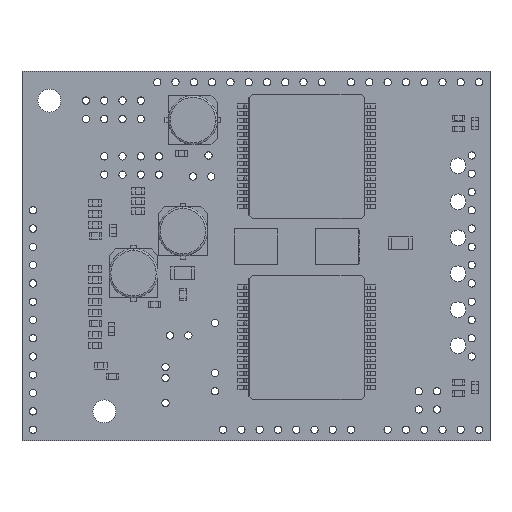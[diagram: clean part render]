
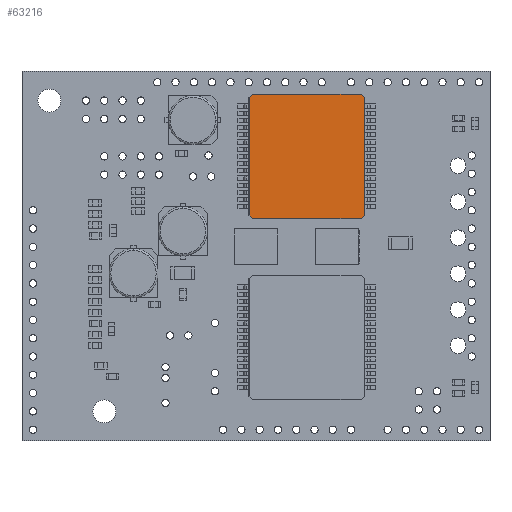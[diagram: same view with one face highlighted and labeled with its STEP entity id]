
A CAD part, top view. The second image highlights one B-rep face of the part: STEP entity #63216.
In plain terms, the highlighted planar face has unit normal (0, 0, 1).
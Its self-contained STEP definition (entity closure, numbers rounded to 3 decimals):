
#950 = VECTOR ( 'NONE', #26667, 1000. ) ;
#2828 = CARTESIAN_POINT ( 'NONE',  ( 30.48, 48.088, 3.825 ) ) ;
#3235 = CARTESIAN_POINT ( 'NONE',  ( 46.599, 30.363, 3.825 ) ) ;
#4407 = VECTOR ( 'NONE', #74133, 1000. ) ;
#4850 = CARTESIAN_POINT ( 'NONE',  ( 32.048, 30.876, 3.825 ) ) ;
#5338 = VERTEX_POINT ( 'NONE', #61136 ) ;
#7852 = DIRECTION ( 'NONE',  ( -0.707, 0.707, 0. ) ) ;
#8479 = DIRECTION ( 'NONE',  ( 0., 1., 0. ) ) ;
#10190 = EDGE_CURVE ( 'NONE', #5338, #30913, #70932, .T. ) ;
#10883 = VECTOR ( 'NONE', #70468, 1000. ) ;
#12625 = LINE ( 'NONE', #15344, #94544 ) ;
#14607 = PLANE ( 'NONE',  #65281 ) ;
#15344 = CARTESIAN_POINT ( 'NONE',  ( 39.599, 55.601, 3.825 ) ) ;
#17379 = ORIENTED_EDGE ( 'NONE', *, *, #80912, .T. ) ;
#18143 = DIRECTION ( 'NONE',  ( -1., 0., 0. ) ) ;
#18524 = EDGE_CURVE ( 'NONE', #78836, #78607, #56384, .T. ) ;
#20058 = EDGE_CURVE ( 'NONE', #78607, #94503, #24884, .T. ) ;
#21810 = CARTESIAN_POINT ( 'NONE',  ( 47.586, 31.35, 3.825 ) ) ;
#23079 = DIRECTION ( 'NONE',  ( -1., 0., 0. ) ) ;
#24884 = LINE ( 'NONE', #3235, #10883 ) ;
#25000 = CARTESIAN_POINT ( 'NONE',  ( 31.574, 47.614, 3.825 ) ) ;
#26667 = DIRECTION ( 'NONE',  ( 0., -1., 0. ) ) ;
#30913 = VERTEX_POINT ( 'NONE', #83582 ) ;
#30975 = CARTESIAN_POINT ( 'NONE',  ( 47.586, 46.482, 3.825 ) ) ;
#31443 = ORIENTED_EDGE ( 'NONE', *, *, #61175, .T. ) ;
#34572 = ORIENTED_EDGE ( 'NONE', *, *, #20058, .T. ) ;
#34636 = VERTEX_POINT ( 'NONE', #47168 ) ;
#37088 = LINE ( 'NONE', #30975, #89847 ) ;
#38751 = EDGE_CURVE ( 'NONE', #30913, #41922, #41338, .T. ) ;
#41098 = VECTOR ( 'NONE', #73272, 1000. ) ;
#41338 = LINE ( 'NONE', #69364, #77633 ) ;
#41922 = VERTEX_POINT ( 'NONE', #25000 ) ;
#43145 = CARTESIAN_POINT ( 'NONE',  ( 30.48, 30.876, 3.825 ) ) ;
#43547 = CARTESIAN_POINT ( 'NONE',  ( 47.586, 47.614, 3.825 ) ) ;
#45126 = DIRECTION ( 'NONE',  ( 0., 0., -1. ) ) ;
#47168 = CARTESIAN_POINT ( 'NONE',  ( 31.574, 31.35, 3.825 ) ) ;
#47620 = LINE ( 'NONE', #47821, #950 ) ;
#47821 = CARTESIAN_POINT ( 'NONE',  ( 31.574, 46.482, 3.825 ) ) ;
#49057 = ORIENTED_EDGE ( 'NONE', *, *, #18524, .T. ) ;
#52290 = CARTESIAN_POINT ( 'NONE',  ( 47.112, 30.876, 3.825 ) ) ;
#53189 = ORIENTED_EDGE ( 'NONE', *, *, #69835, .T. ) ;
#53453 = ORIENTED_EDGE ( 'NONE', *, *, #10190, .T. ) ;
#53749 = ORIENTED_EDGE ( 'NONE', *, *, #38751, .T. ) ;
#55785 = ORIENTED_EDGE ( 'NONE', *, *, #69870, .T. ) ;
#56384 = LINE ( 'NONE', #43145, #41098 ) ;
#60493 = EDGE_LOOP ( 'NONE', ( #53189, #55785, #53453, #53749, #31443, #17379, #49057, #34572 ) ) ;
#61136 = CARTESIAN_POINT ( 'NONE',  ( 47.112, 48.088, 3.825 ) ) ;
#61175 = EDGE_CURVE ( 'NONE', #41922, #34636, #47620, .T. ) ;
#63216 = ADVANCED_FACE ( 'NONE', ( #92569 ), #14607, .F. ) ;
#65281 = AXIS2_PLACEMENT_3D ( 'NONE', #74304, #45126, #23079 ) ;
#67294 = CARTESIAN_POINT ( 'NONE',  ( 23.461, 39.463, 3.825 ) ) ;
#67590 = VERTEX_POINT ( 'NONE', #43547 ) ;
#69364 = CARTESIAN_POINT ( 'NONE',  ( 30.461, 46.501, 3.825 ) ) ;
#69835 = EDGE_CURVE ( 'NONE', #94503, #67590, #37088, .T. ) ;
#69870 = EDGE_CURVE ( 'NONE', #67590, #5338, #12625, .T. ) ;
#70468 = DIRECTION ( 'NONE',  ( 0.707, 0.707, 0. ) ) ;
#70932 = LINE ( 'NONE', #2828, #72033 ) ;
#72033 = VECTOR ( 'NONE', #18143, 1000. ) ;
#73272 = DIRECTION ( 'NONE',  ( 1., 0., 0. ) ) ;
#74133 = DIRECTION ( 'NONE',  ( 0.707, -0.707, 0. ) ) ;
#74304 = CARTESIAN_POINT ( 'NONE',  ( 30.48, 46.482, 3.825 ) ) ;
#74473 = LINE ( 'NONE', #67294, #4407 ) ;
#77633 = VECTOR ( 'NONE', #93250, 1000. ) ;
#78607 = VERTEX_POINT ( 'NONE', #52290 ) ;
#78836 = VERTEX_POINT ( 'NONE', #4850 ) ;
#80912 = EDGE_CURVE ( 'NONE', #34636, #78836, #74473, .T. ) ;
#83582 = CARTESIAN_POINT ( 'NONE',  ( 32.048, 48.088, 3.825 ) ) ;
#89847 = VECTOR ( 'NONE', #8479, 1000. ) ;
#92569 = FACE_OUTER_BOUND ( 'NONE', #60493, .T. ) ;
#93250 = DIRECTION ( 'NONE',  ( -0.707, -0.707, 0. ) ) ;
#94503 = VERTEX_POINT ( 'NONE', #21810 ) ;
#94544 = VECTOR ( 'NONE', #7852, 1000. ) ;
